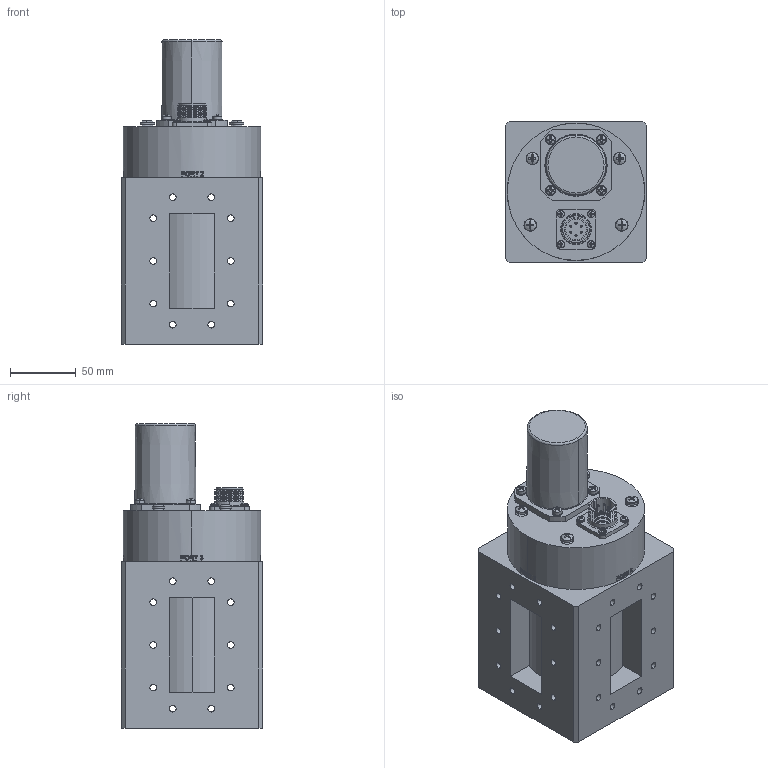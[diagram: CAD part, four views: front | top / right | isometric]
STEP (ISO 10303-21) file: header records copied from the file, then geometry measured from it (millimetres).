
FILE_DESCRIPTION (( 'STEP AP214' ), '1' );
FILE_NAME ('WR284 Sealed series.STEP', '2008-10-14T15:36:17', ( 'Tom Nelson' ), ( 'Sector Microwave Ind, Inc' ), 'SwSTEP 2.0', 'SolidWorks 2008', '' );
FILE_SCHEMA (( 'AUTOMOTIVE_DESIGN' ));
Length unit declared in the file: inch
Products named in the file (1): WR284 Sealed series
Bounding box: 107.95 x 107.95 x 232.16 mm (x, y, z)
Surface area: 133776.7 mm2 (no closed solid volume)
Topology: 0 solids, 49 shells, 509 faces, 1798 edges, 1306 vertices
Faces by surface type: cylinder 207, plane 191, torus 36, cone 32, sphere 24, bspline 19
Entity records: 35117 total; most frequent: CARTESIAN_POINT 13249, DIRECTION 3324, ORIENTED_EDGE 2753, EDGE_CURVE 1798, AXIS2_PLACEMENT_3D 1356, VERTEX_POINT 1306, CIRCLE 865, VECTOR 612
